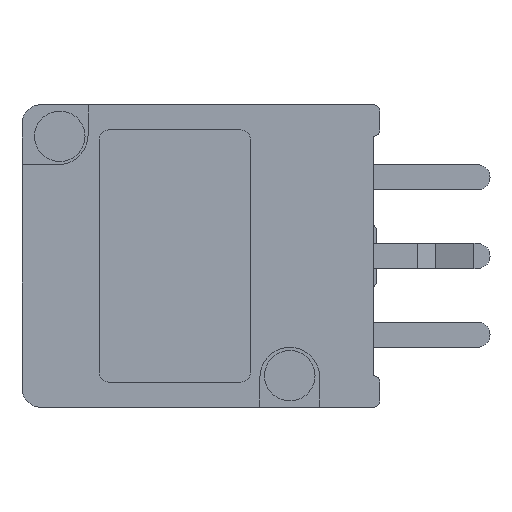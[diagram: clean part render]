
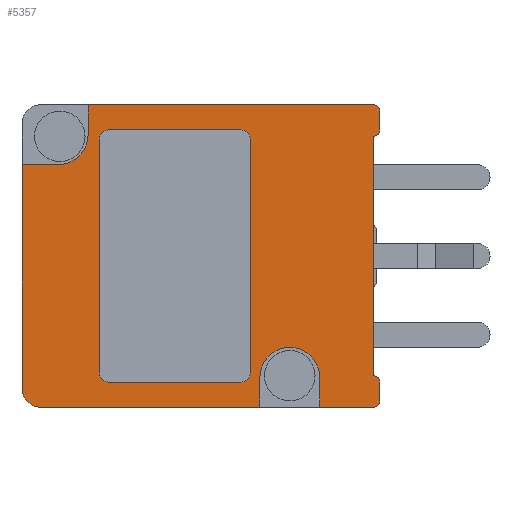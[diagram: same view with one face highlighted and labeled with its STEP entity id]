
A CAD part, left-side view. The second image highlights one B-rep face of the part: STEP entity #5357.
In plain terms, the highlighted planar face has unit normal (-1, 0, 0).
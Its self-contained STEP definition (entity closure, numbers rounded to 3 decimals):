
#600=DIRECTION('',(0.,0.,1.));
#601=VECTOR('',#600,0.95);
#602=CARTESIAN_POINT('',(0.,-2.7,-4.8));
#603=LINE('',#602,#601);
#608=DIRECTION('',(0.,-1.,0.));
#609=VECTOR('',#608,1.15);
#610=CARTESIAN_POINT('',(0.,4.85,2.9));
#611=LINE('',#610,#609);
#612=CARTESIAN_POINT('',(0.,3.7,3.85));
#613=DIRECTION('',(-1.,0.,0.));
#614=DIRECTION('',(0.,0.,-1.));
#615=AXIS2_PLACEMENT_3D('',#612,#613,#614);
#617=DIRECTION('',(0.,-1.,0.));
#618=VECTOR('',#617,9.05);
#619=CARTESIAN_POINT('',(0.,2.75,4.8));
#620=LINE('',#619,#618);
#621=CARTESIAN_POINT('',(0.,-6.3,4.6));
#622=DIRECTION('',(1.,0.,0.));
#623=DIRECTION('',(0.,0.,1.));
#624=AXIS2_PLACEMENT_3D('',#621,#622,#623);
#626=DIRECTION('',(0.,0.,-1.));
#627=VECTOR('',#626,0.6);
#628=CARTESIAN_POINT('',(0.,-6.5,4.6));
#629=LINE('',#628,#627);
#630=CARTESIAN_POINT('',(0.,-6.3,4.));
#631=DIRECTION('',(1.,0.,0.));
#632=DIRECTION('',(0.,-1.,0.));
#633=AXIS2_PLACEMENT_3D('',#630,#631,#632);
#635=DIRECTION('',(0.,0.,-1.));
#636=VECTOR('',#635,7.6);
#637=CARTESIAN_POINT('',(0.,-6.3,3.8));
#638=LINE('',#637,#636);
#639=CARTESIAN_POINT('',(0.,-6.3,-4.));
#640=DIRECTION('',(1.,0.,0.));
#641=DIRECTION('',(0.,0.,1.));
#642=AXIS2_PLACEMENT_3D('',#639,#640,#641);
#644=DIRECTION('',(0.,0.,-1.));
#645=VECTOR('',#644,0.6);
#646=CARTESIAN_POINT('',(0.,-6.5,-4.));
#647=LINE('',#646,#645);
#648=CARTESIAN_POINT('',(0.,-6.3,-4.6));
#649=DIRECTION('',(1.,0.,0.));
#650=DIRECTION('',(0.,-1.,0.));
#651=AXIS2_PLACEMENT_3D('',#648,#649,#650);
#653=DIRECTION('',(0.,1.,0.));
#654=VECTOR('',#653,1.7);
#655=CARTESIAN_POINT('',(0.,-6.3,-4.8));
#656=LINE('',#655,#654);
#657=DIRECTION('',(0.,0.,1.));
#658=VECTOR('',#657,0.95);
#659=CARTESIAN_POINT('',(0.,-4.6,-4.8));
#660=LINE('',#659,#658);
#661=CARTESIAN_POINT('',(0.,-3.65,-3.85));
#662=DIRECTION('',(-1.,0.,0.));
#663=DIRECTION('',(0.,-1.,0.));
#664=AXIS2_PLACEMENT_3D('',#661,#662,#663);
#666=CARTESIAN_POINT('',(0.,-3.65,-3.85));
#667=DIRECTION('',(-1.,0.,0.));
#668=DIRECTION('',(0.,0.,1.));
#669=AXIS2_PLACEMENT_3D('',#666,#667,#668);
#671=DIRECTION('',(0.,1.,0.));
#672=VECTOR('',#671,6.95);
#673=CARTESIAN_POINT('',(0.,-2.7,-4.8));
#674=LINE('',#673,#672);
#675=CARTESIAN_POINT('',(0.,4.25,-4.2));
#676=DIRECTION('',(1.,0.,0.));
#677=DIRECTION('',(0.,0.,-1.));
#678=AXIS2_PLACEMENT_3D('',#675,#676,#677);
#680=DIRECTION('',(0.,0.,1.));
#681=VECTOR('',#680,7.1);
#682=CARTESIAN_POINT('',(0.,4.85,-4.2));
#683=LINE('',#682,#681);
#684=CARTESIAN_POINT('',(0.,2.1,-3.7));
#685=DIRECTION('',(-1.,0.,0.));
#686=DIRECTION('',(0.,1.,0.));
#687=AXIS2_PLACEMENT_3D('',#684,#685,#686);
#689=DIRECTION('',(0.,-1.,0.));
#690=VECTOR('',#689,4.2);
#691=CARTESIAN_POINT('',(0.,2.1,-4.));
#692=LINE('',#691,#690);
#693=CARTESIAN_POINT('',(0.,-2.1,-3.7));
#694=DIRECTION('',(-1.,0.,0.));
#695=DIRECTION('',(0.,0.,-1.));
#696=AXIS2_PLACEMENT_3D('',#693,#694,#695);
#698=DIRECTION('',(0.,0.,1.));
#699=VECTOR('',#698,7.4);
#700=CARTESIAN_POINT('',(0.,-2.4,-3.7));
#701=LINE('',#700,#699);
#702=CARTESIAN_POINT('',(0.,-2.1,3.7));
#703=DIRECTION('',(-1.,0.,0.));
#704=DIRECTION('',(0.,-1.,0.));
#705=AXIS2_PLACEMENT_3D('',#702,#703,#704);
#707=DIRECTION('',(0.,1.,0.));
#708=VECTOR('',#707,4.2);
#709=CARTESIAN_POINT('',(0.,-2.1,4.));
#710=LINE('',#709,#708);
#711=CARTESIAN_POINT('',(0.,2.1,3.7));
#712=DIRECTION('',(-1.,0.,0.));
#713=DIRECTION('',(0.,0.,1.));
#714=AXIS2_PLACEMENT_3D('',#711,#712,#713);
#716=DIRECTION('',(0.,0.,-1.));
#717=VECTOR('',#716,7.4);
#718=CARTESIAN_POINT('',(0.,2.4,3.7));
#719=LINE('',#718,#717);
#736=DIRECTION('',(0.,0.,-1.));
#737=VECTOR('',#736,0.95);
#738=CARTESIAN_POINT('',(0.,2.75,4.8));
#739=LINE('',#738,#737);
#4149=CARTESIAN_POINT('',(0.,4.85,2.9));
#4150=VERTEX_POINT('',#4149);
#4151=CARTESIAN_POINT('',(0.,4.85,-4.2));
#4152=VERTEX_POINT('',#4151);
#4265=CARTESIAN_POINT('',(0.,-6.3,4.8));
#4266=VERTEX_POINT('',#4265);
#4267=CARTESIAN_POINT('',(0.,2.75,4.8));
#4268=VERTEX_POINT('',#4267);
#4305=CARTESIAN_POINT('',(0.,-4.6,-4.8));
#4306=VERTEX_POINT('',#4305);
#4307=CARTESIAN_POINT('',(0.,-6.3,-4.8));
#4308=VERTEX_POINT('',#4307);
#4329=CARTESIAN_POINT('',(0.,4.25,-4.8));
#4330=VERTEX_POINT('',#4329);
#4331=CARTESIAN_POINT('',(0.,-2.7,-4.8));
#4332=VERTEX_POINT('',#4331);
#4343=CARTESIAN_POINT('',(0.,-2.7,-3.85));
#4344=VERTEX_POINT('',#4343);
#4345=CARTESIAN_POINT('',(0.,3.7,2.9));
#4346=VERTEX_POINT('',#4345);
#4347=CARTESIAN_POINT('',(0.,2.75,3.85));
#4348=VERTEX_POINT('',#4347);
#4349=CARTESIAN_POINT('',(0.,-6.5,4.6));
#4350=VERTEX_POINT('',#4349);
#4351=CARTESIAN_POINT('',(0.,-6.5,4.));
#4352=VERTEX_POINT('',#4351);
#4353=CARTESIAN_POINT('',(0.,-6.3,3.8));
#4354=VERTEX_POINT('',#4353);
#4355=CARTESIAN_POINT('',(0.,-6.3,-3.8));
#4356=VERTEX_POINT('',#4355);
#4357=CARTESIAN_POINT('',(0.,-6.5,-4.));
#4358=VERTEX_POINT('',#4357);
#4359=CARTESIAN_POINT('',(0.,-6.5,-4.6));
#4360=VERTEX_POINT('',#4359);
#4361=CARTESIAN_POINT('',(0.,-4.6,-3.85));
#4362=VERTEX_POINT('',#4361);
#4363=CARTESIAN_POINT('',(0.,-3.65,-2.9));
#4364=VERTEX_POINT('',#4363);
#4365=CARTESIAN_POINT('',(0.,2.4,-3.7));
#4366=CARTESIAN_POINT('',(0.,2.1,-4.));
#4367=VERTEX_POINT('',#4365);
#4368=VERTEX_POINT('',#4366);
#4369=CARTESIAN_POINT('',(0.,-2.1,-4.));
#4370=VERTEX_POINT('',#4369);
#4371=CARTESIAN_POINT('',(0.,-2.4,-3.7));
#4372=VERTEX_POINT('',#4371);
#4373=CARTESIAN_POINT('',(0.,-2.4,3.7));
#4374=VERTEX_POINT('',#4373);
#4375=CARTESIAN_POINT('',(0.,-2.1,4.));
#4376=VERTEX_POINT('',#4375);
#4377=CARTESIAN_POINT('',(0.,2.1,4.));
#4378=VERTEX_POINT('',#4377);
#4379=CARTESIAN_POINT('',(0.,2.4,3.7));
#4380=VERTEX_POINT('',#4379);
#5299=CARTESIAN_POINT('',(0.,0.,0.));
#5300=DIRECTION('',(1.,0.,0.));
#5301=DIRECTION('',(0.,-1.,0.));
#5302=AXIS2_PLACEMENT_3D('',#5299,#5300,#5301);
#5303=PLANE('',#5302);
#5305=ORIENTED_EDGE('',*,*,#5304,.T.);
#5307=ORIENTED_EDGE('',*,*,#5306,.T.);
#5309=ORIENTED_EDGE('',*,*,#5308,.F.);
#5310=ORIENTED_EDGE('',*,*,#4995,.T.);
#5312=ORIENTED_EDGE('',*,*,#5311,.T.);
#5314=ORIENTED_EDGE('',*,*,#5313,.T.);
#5316=ORIENTED_EDGE('',*,*,#5315,.T.);
#5318=ORIENTED_EDGE('',*,*,#5317,.T.);
#5320=ORIENTED_EDGE('',*,*,#5319,.T.);
#5322=ORIENTED_EDGE('',*,*,#5321,.T.);
#5324=ORIENTED_EDGE('',*,*,#5323,.T.);
#5325=ORIENTED_EDGE('',*,*,#5223,.T.);
#5327=ORIENTED_EDGE('',*,*,#5326,.T.);
#5329=ORIENTED_EDGE('',*,*,#5328,.T.);
#5331=ORIENTED_EDGE('',*,*,#5330,.T.);
#5332=ORIENTED_EDGE('',*,*,#5290,.F.);
#5333=ORIENTED_EDGE('',*,*,#5255,.T.);
#5335=ORIENTED_EDGE('',*,*,#5334,.T.);
#5336=ORIENTED_EDGE('',*,*,#4778,.T.);
#5337=EDGE_LOOP('',(#5305,#5307,#5309,#5310,#5312,#5314,#5316,#5318,#5320,#5322,
#5324,#5325,#5327,#5329,#5331,#5332,#5333,#5335,#5336));
#5338=FACE_OUTER_BOUND('',#5337,.F.);
#5340=ORIENTED_EDGE('',*,*,#5339,.T.);
#5342=ORIENTED_EDGE('',*,*,#5341,.T.);
#5344=ORIENTED_EDGE('',*,*,#5343,.T.);
#5346=ORIENTED_EDGE('',*,*,#5345,.T.);
#5348=ORIENTED_EDGE('',*,*,#5347,.T.);
#5350=ORIENTED_EDGE('',*,*,#5349,.T.);
#5352=ORIENTED_EDGE('',*,*,#5351,.T.);
#5354=ORIENTED_EDGE('',*,*,#5353,.T.);
#5355=EDGE_LOOP('',(#5340,#5342,#5344,#5346,#5348,#5350,#5352,#5354));
#5356=FACE_BOUND('',#5355,.F.);
#5357=ADVANCED_FACE('',(#5338,#5356),#5303,.F.);
#616=CIRCLE('',#615,0.95);
#625=CIRCLE('',#624,0.2);
#634=CIRCLE('',#633,0.2);
#643=CIRCLE('',#642,0.2);
#652=CIRCLE('',#651,0.2);
#665=CIRCLE('',#664,0.95);
#670=CIRCLE('',#669,0.95);
#679=CIRCLE('',#678,0.6);
#688=CIRCLE('',#687,0.3);
#697=CIRCLE('',#696,0.3);
#706=CIRCLE('',#705,0.3);
#715=CIRCLE('',#714,0.3);
#4778=EDGE_CURVE('',#4152,#4150,#683,.T.);
#4995=EDGE_CURVE('',#4268,#4266,#620,.T.);
#5223=EDGE_CURVE('',#4308,#4306,#656,.T.);
#5255=EDGE_CURVE('',#4332,#4330,#674,.T.);
#5290=EDGE_CURVE('',#4332,#4344,#603,.T.);
#5304=EDGE_CURVE('',#4150,#4346,#611,.T.);
#5306=EDGE_CURVE('',#4346,#4348,#616,.T.);
#5308=EDGE_CURVE('',#4268,#4348,#739,.T.);
#5311=EDGE_CURVE('',#4266,#4350,#625,.T.);
#5313=EDGE_CURVE('',#4350,#4352,#629,.T.);
#5315=EDGE_CURVE('',#4352,#4354,#634,.T.);
#5317=EDGE_CURVE('',#4354,#4356,#638,.T.);
#5319=EDGE_CURVE('',#4356,#4358,#643,.T.);
#5321=EDGE_CURVE('',#4358,#4360,#647,.T.);
#5323=EDGE_CURVE('',#4360,#4308,#652,.T.);
#5326=EDGE_CURVE('',#4306,#4362,#660,.T.);
#5328=EDGE_CURVE('',#4362,#4364,#665,.T.);
#5330=EDGE_CURVE('',#4364,#4344,#670,.T.);
#5334=EDGE_CURVE('',#4330,#4152,#679,.T.);
#5339=EDGE_CURVE('',#4367,#4368,#688,.T.);
#5341=EDGE_CURVE('',#4368,#4370,#692,.T.);
#5343=EDGE_CURVE('',#4370,#4372,#697,.T.);
#5345=EDGE_CURVE('',#4372,#4374,#701,.T.);
#5347=EDGE_CURVE('',#4374,#4376,#706,.T.);
#5349=EDGE_CURVE('',#4376,#4378,#710,.T.);
#5351=EDGE_CURVE('',#4378,#4380,#715,.T.);
#5353=EDGE_CURVE('',#4380,#4367,#719,.T.);
